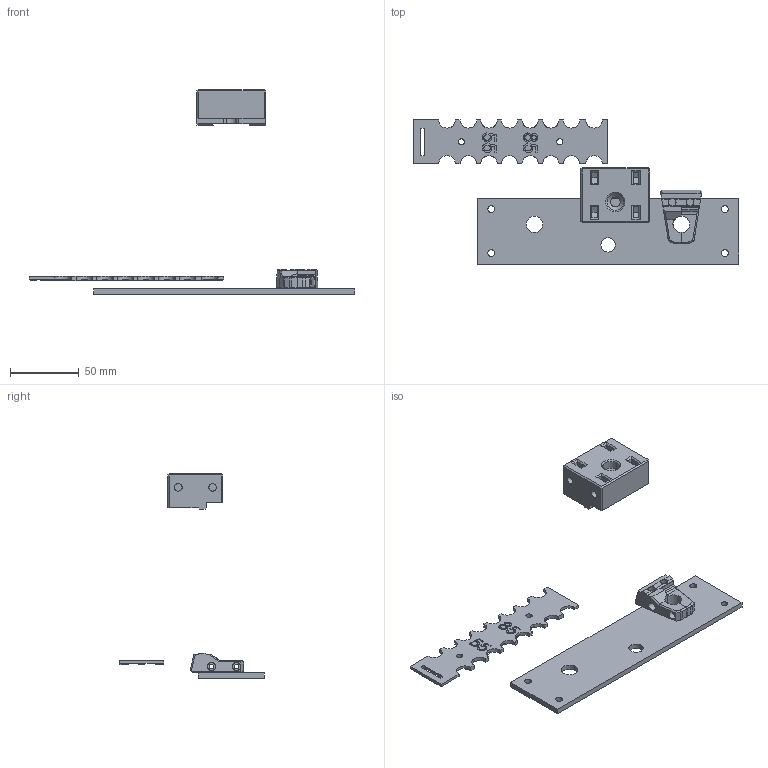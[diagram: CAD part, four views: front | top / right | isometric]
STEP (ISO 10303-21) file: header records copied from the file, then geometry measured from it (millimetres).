
FILE_DESCRIPTION(/* description */ (''),/* implementation_level */ '2;1');
FILE_NAME(/* name */ 'C-plate v35.step',/* time_stamp */ '2025-04-14T19:56:38+08:00',/* author */ (''),/* organization */ (''),/* preprocessor_version */ 'ST-DEVELOPER v20.1',/* originating_system */ 'Autodesk Translation Framework v14.4.0.0',/* authorisation */ '');
FILE_SCHEMA (('AUTOMOTIVE_DESIGN { 1 0 10303 214 3 1 1 }'));
Length unit declared in the file: millimetre
Products named in the file (7): C-plate; Z Upper Rod  Mount Left v9; Main bracket; short; clamp (1); Component14; dual-filamentsupport mount
Assembly tree (6 placements, depth 4):
  C-plate
    Z Upper Rod  Mount Left v9
      Main bracket
        short
      clamp (1)
    Component14
    dual-filamentsupport mount
Bounding box: 236.66 x 105 x 149 mm (x, y, z)
Volume: 92923.3 mm3; surface area: 44395.8 mm2
Topology: 5 solids, 5 shells, 381 faces, 1035 edges, 674 vertices
Faces by surface type: plane 234, bspline 81, cylinder 60, cone 6
Full cylindrical faces by diameter (mm): 3.3 x4, 4.5 x2, 5 x4, 5.5 x2, 5.6 x8, 6 x2, 7.2 x1, 10.4 x1, 12 x3
Entity records: 12991 total; most frequent: CARTESIAN_POINT 3482, ORIENTED_EDGE 2070, DIRECTION 1680, EDGE_CURVE 1035, LINE 700, VECTOR 700, VERTEX_POINT 674, AXIS2_PLACEMENT_3D 490
